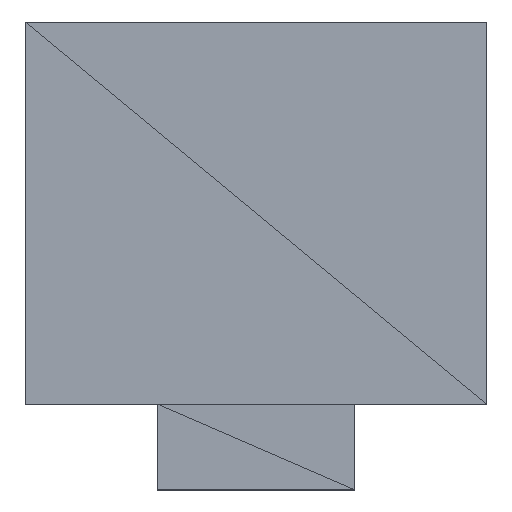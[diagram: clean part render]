
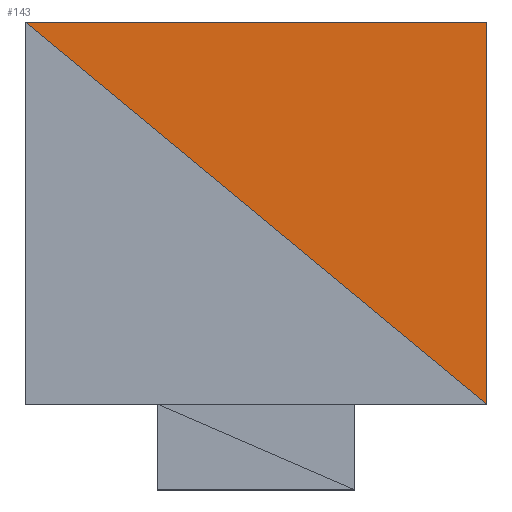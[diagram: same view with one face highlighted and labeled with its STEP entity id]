
A CAD part, top view. The second image highlights one B-rep face of the part: STEP entity #143.
In plain terms, the highlighted planar face has unit normal (0, 0, 1).
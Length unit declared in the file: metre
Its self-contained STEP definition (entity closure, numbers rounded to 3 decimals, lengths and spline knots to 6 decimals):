
#7 = EDGE_CURVE ( 'NONE', #324, #302, #82, .T. ) ;
#26 = ORIENTED_EDGE ( 'NONE', *, *, #419, .T. ) ;
#39 = DIRECTION ( 'NONE',  ( 0., 1., 0. ) ) ;
#82 = LINE ( 'NONE', #466, #442 ) ;
#85 = EDGE_LOOP ( 'NONE', ( #394, #26, #151 ) ) ;
#127 = LINE ( 'NONE', #449, #257 ) ;
#143 = ADVANCED_FACE ( 'NONE', ( #225 ), #526, .F. ) ;
#148 = CARTESIAN_POINT ( 'NONE',  ( 1.75, -1.45, 1.35 ) ) ;
#151 = ORIENTED_EDGE ( 'NONE', *, *, #506, .T. ) ;
#175 = DIRECTION ( 'NONE',  ( -1., 0., 0. ) ) ;
#201 = DIRECTION ( 'NONE',  ( 0., 0., -1. ) ) ;
#212 = AXIS2_PLACEMENT_3D ( 'NONE', #519, #201, #475 ) ;
#222 = VECTOR ( 'NONE', #39, 1. ) ;
#225 = FACE_OUTER_BOUND ( 'NONE', #85, .T. ) ;
#226 = DIRECTION ( 'NONE',  ( 0.77, -0.638, 0. ) ) ;
#257 = VECTOR ( 'NONE', #226, 1. ) ;
#270 = VERTEX_POINT ( 'NONE', #148 ) ;
#302 = VERTEX_POINT ( 'NONE', #446 ) ;
#324 = VERTEX_POINT ( 'NONE', #484 ) ;
#333 = CARTESIAN_POINT ( 'NONE',  ( 1.75, -1.45, 1.35 ) ) ;
#394 = ORIENTED_EDGE ( 'NONE', *, *, #7, .T. ) ;
#419 = EDGE_CURVE ( 'NONE', #302, #270, #127, .T. ) ;
#442 = VECTOR ( 'NONE', #175, 1. ) ;
#446 = CARTESIAN_POINT ( 'NONE',  ( -1.75, 1.45, 1.35 ) ) ;
#449 = CARTESIAN_POINT ( 'NONE',  ( -1.75, 1.45, 1.35 ) ) ;
#466 = CARTESIAN_POINT ( 'NONE',  ( 1.75, 1.45, 1.35 ) ) ;
#475 = DIRECTION ( 'NONE',  ( -1., 0., 0. ) ) ;
#484 = CARTESIAN_POINT ( 'NONE',  ( 1.75, 1.45, 1.35 ) ) ;
#506 = EDGE_CURVE ( 'NONE', #270, #324, #598, .T. ) ;
#519 = CARTESIAN_POINT ( 'NONE',  ( 0., 0., 1.35 ) ) ;
#526 = PLANE ( 'NONE',  #212 ) ;
#598 = LINE ( 'NONE', #333, #222 ) ;
